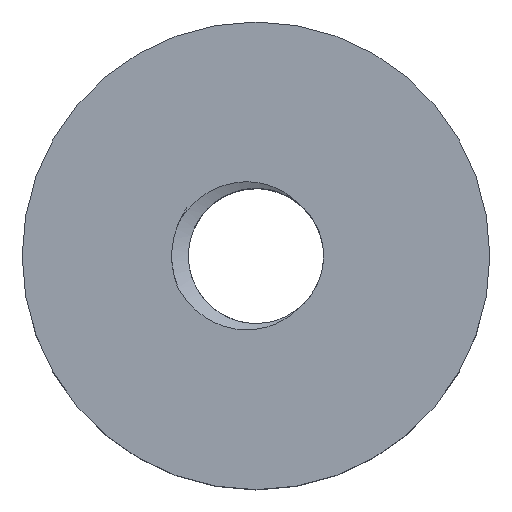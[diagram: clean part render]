
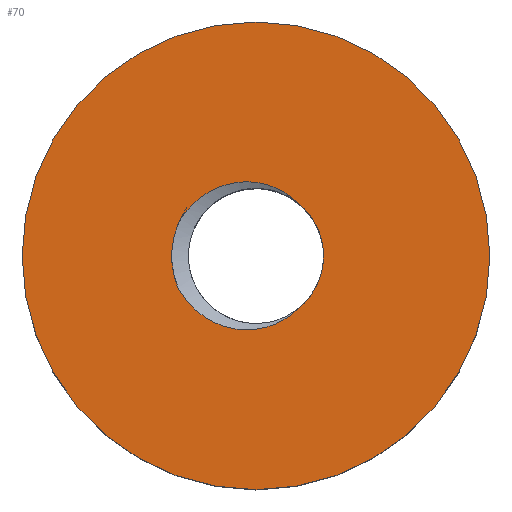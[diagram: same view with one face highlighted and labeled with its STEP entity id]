
A CAD part, top view. The second image highlights one B-rep face of the part: STEP entity #70.
In plain terms, the highlighted planar face has unit normal (0, 0, 1).
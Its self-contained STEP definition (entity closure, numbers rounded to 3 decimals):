
#24 = VERTEX_POINT('',#25);
#25 = CARTESIAN_POINT('',(2.8,0.,3.53));
#31 = EDGE_CURVE('',#24,#24,#32,.T.);
#32 = CIRCLE('',#33,2.8);
#33 = AXIS2_PLACEMENT_3D('',#34,#35,#36);
#34 = CARTESIAN_POINT('',(0.,0.,3.53));
#35 = DIRECTION('',(0.,0.,1.));
#36 = DIRECTION('',(1.,0.,0.));
#70 = ADVANCED_FACE('',(#71,#74),#171,.T.);
#71 = FACE_BOUND('',#72,.T.);
#72 = EDGE_LOOP('',(#73));
#73 = ORIENTED_EDGE('',*,*,#31,.T.);
#74 = FACE_BOUND('',#75,.T.);
#75 = EDGE_LOOP('',(#76,#87,#96,#127,#142));
#76 = ORIENTED_EDGE('',*,*,#77,.F.);
#77 = EDGE_CURVE('',#78,#80,#82,.T.);
#78 = VERTEX_POINT('',#79);
#79 = CARTESIAN_POINT('',(0.81,0.,3.53));
#80 = VERTEX_POINT('',#81);
#81 = CARTESIAN_POINT('',(0.481,0.651,3.53));
#82 = CIRCLE('',#83,0.81);
#83 = AXIS2_PLACEMENT_3D('',#84,#85,#86);
#84 = CARTESIAN_POINT('',(0.,0.,3.53));
#85 = DIRECTION('',(0.,0.,1.));
#86 = DIRECTION('',(1.,0.,0.));
#87 = ORIENTED_EDGE('',*,*,#88,.F.);
#88 = EDGE_CURVE('',#89,#78,#91,.T.);
#89 = VERTEX_POINT('',#90);
#90 = CARTESIAN_POINT('',(0.481,-0.651,3.53));
#91 = CIRCLE('',#92,0.81);
#92 = AXIS2_PLACEMENT_3D('',#93,#94,#95);
#93 = CARTESIAN_POINT('',(0.,0.,3.53));
#94 = DIRECTION('',(0.,0.,1.));
#95 = DIRECTION('',(1.,0.,0.));
#96 = ORIENTED_EDGE('',*,*,#97,.F.);
#97 = EDGE_CURVE('',#98,#89,#100,.T.);
#98 = VERTEX_POINT('',#99);
#99 = CARTESIAN_POINT('',(-0.933,-0.386,3.53));
#100 = B_SPLINE_CURVE_WITH_KNOTS('',5,(#101,#102,#103,#104,#105,#106,
    #107,#108,#109,#110,#111,#112,#113,#114,#115,#116,#117,#118,#119,
    #120,#121,#122,#123,#124,#125,#126),.UNSPECIFIED.,.F.,.F.,(6,4,4,4,4
    ,4,6),(0.,0.238,0.471,0.54,0.644
    ,0.793,1.),.UNSPECIFIED.);
#101 = CARTESIAN_POINT('',(-0.933,-0.386,3.53));
#102 = CARTESIAN_POINT('',(-0.889,-0.465,3.53));
#103 = CARTESIAN_POINT('',(-0.837,-0.539,3.53));
#104 = CARTESIAN_POINT('',(-0.777,-0.606,3.53));
#105 = CARTESIAN_POINT('',(-0.711,-0.666,3.53));
#106 = CARTESIAN_POINT('',(-0.569,-0.766,3.53));
#107 = CARTESIAN_POINT('',(-0.494,-0.807,3.53));
#108 = CARTESIAN_POINT('',(-0.415,-0.839,3.53));
#109 = CARTESIAN_POINT('',(-0.333,-0.862,3.53));
#110 = CARTESIAN_POINT('',(-0.226,-0.879,3.53));
#111 = CARTESIAN_POINT('',(-0.202,-0.882,3.53));
#112 = CARTESIAN_POINT('',(-0.177,-0.884,3.53));
#113 = CARTESIAN_POINT('',(-0.152,-0.886,3.53));
#114 = CARTESIAN_POINT('',(-0.091,-0.887,3.53));
#115 = CARTESIAN_POINT('',(-0.054,-0.886,3.53));
#116 = CARTESIAN_POINT('',(-0.017,-0.883,3.53));
#117 = CARTESIAN_POINT('',(0.019,-0.878,3.53));
#118 = CARTESIAN_POINT('',(0.106,-0.861,3.53));
#119 = CARTESIAN_POINT('',(0.156,-0.848,3.53));
#120 = CARTESIAN_POINT('',(0.205,-0.83,3.53));
#121 = CARTESIAN_POINT('',(0.252,-0.81,3.53));
#122 = CARTESIAN_POINT('',(0.359,-0.752,3.53));
#123 = CARTESIAN_POINT('',(0.418,-0.712,3.53));
#124 = CARTESIAN_POINT('',(0.472,-0.666,3.53));
#125 = CARTESIAN_POINT('',(0.519,-0.616,3.53));
#126 = CARTESIAN_POINT('',(0.561,-0.561,3.53));
#127 = ORIENTED_EDGE('',*,*,#128,.F.);
#128 = EDGE_CURVE('',#129,#98,#131,.T.);
#129 = VERTEX_POINT('',#130);
#130 = CARTESIAN_POINT('',(-0.933,0.386,3.53));
#131 = B_SPLINE_CURVE_WITH_KNOTS('',5,(#132,#133,#134,#135,#136,#137,
    #138,#139,#140,#141),.UNSPECIFIED.,.F.,.F.,(6,4,6),(0.,
    0.5,1.),.UNSPECIFIED.);
#132 = CARTESIAN_POINT('',(-0.933,0.386,3.53));
#133 = CARTESIAN_POINT('',(-0.963,0.313,3.53));
#134 = CARTESIAN_POINT('',(-0.986,0.237,3.53));
#135 = CARTESIAN_POINT('',(-1.002,0.159,3.53));
#136 = CARTESIAN_POINT('',(-1.009,0.079,3.53));
#137 = CARTESIAN_POINT('',(-1.009,-0.079,3.53));
#138 = CARTESIAN_POINT('',(-1.002,-0.159,3.53));
#139 = CARTESIAN_POINT('',(-0.986,-0.237,3.53));
#140 = CARTESIAN_POINT('',(-0.963,-0.313,3.53));
#141 = CARTESIAN_POINT('',(-0.933,-0.386,3.53));
#142 = ORIENTED_EDGE('',*,*,#143,.F.);
#143 = EDGE_CURVE('',#80,#129,#144,.T.);
#144 = B_SPLINE_CURVE_WITH_KNOTS('',5,(#145,#146,#147,#148,#149,#150,
    #151,#152,#153,#154,#155,#156,#157,#158,#159,#160,#161,#162,#163,
    #164,#165,#166,#167,#168,#169,#170),.UNSPECIFIED.,.F.,.F.,(6,4,4,4,4
    ,4,6),(0.,0.219,0.381,0.501,
    0.588,0.808,1.),.UNSPECIFIED.);
#145 = CARTESIAN_POINT('',(0.561,0.561,3.53));
#146 = CARTESIAN_POINT('',(0.517,0.619,3.53));
#147 = CARTESIAN_POINT('',(0.466,0.672,3.53));
#148 = CARTESIAN_POINT('',(0.409,0.72,3.53));
#149 = CARTESIAN_POINT('',(0.346,0.761,3.53));
#150 = CARTESIAN_POINT('',(0.229,0.82,3.53));
#151 = CARTESIAN_POINT('',(0.177,0.841,3.53));
#152 = CARTESIAN_POINT('',(0.123,0.858,3.53));
#153 = CARTESIAN_POINT('',(0.067,0.87,3.53));
#154 = CARTESIAN_POINT('',(-0.031,0.884,3.53));
#155 = CARTESIAN_POINT('',(-0.073,0.887,3.53));
#156 = CARTESIAN_POINT('',(-0.116,0.888,3.53));
#157 = CARTESIAN_POINT('',(-0.158,0.886,3.53));
#158 = CARTESIAN_POINT('',(-0.232,0.879,3.53));
#159 = CARTESIAN_POINT('',(-0.263,0.874,3.53));
#160 = CARTESIAN_POINT('',(-0.294,0.868,3.53));
#161 = CARTESIAN_POINT('',(-0.325,0.861,3.53));
#162 = CARTESIAN_POINT('',(-0.431,0.831,3.53));
#163 = CARTESIAN_POINT('',(-0.506,0.8,3.53));
#164 = CARTESIAN_POINT('',(-0.577,0.762,3.53));
#165 = CARTESIAN_POINT('',(-0.645,0.716,3.53));
#166 = CARTESIAN_POINT('',(-0.761,0.618,3.53));
#167 = CARTESIAN_POINT('',(-0.811,0.566,3.53));
#168 = CARTESIAN_POINT('',(-0.857,0.51,3.53));
#169 = CARTESIAN_POINT('',(-0.898,0.45,3.53));
#170 = CARTESIAN_POINT('',(-0.933,0.386,3.53));
#171 = PLANE('',#172);
#172 = AXIS2_PLACEMENT_3D('',#173,#174,#175);
#173 = CARTESIAN_POINT('',(0.,0.,3.53));
#174 = DIRECTION('',(0.,0.,1.));
#175 = DIRECTION('',(1.,0.,0.));
